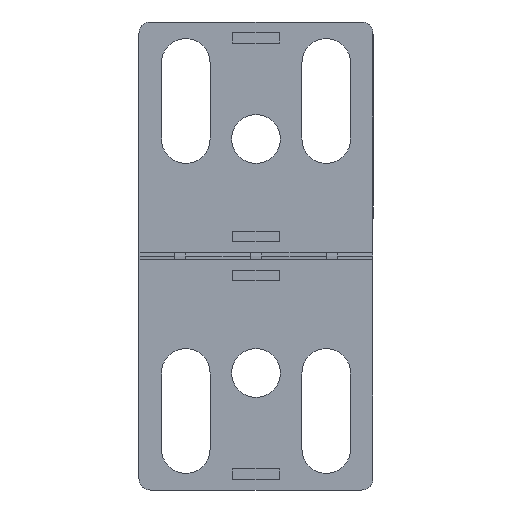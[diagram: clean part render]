
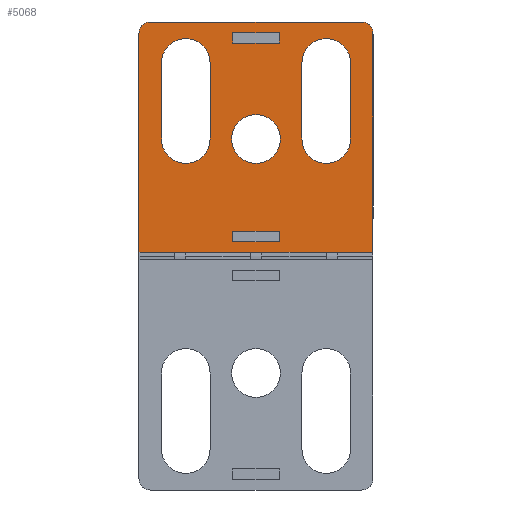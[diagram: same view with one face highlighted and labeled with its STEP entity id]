
A CAD part, left-side view. The second image highlights one B-rep face of the part: STEP entity #5068.
In plain terms, the highlighted planar face has unit normal (-1, 0, 0).
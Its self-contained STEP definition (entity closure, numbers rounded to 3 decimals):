
#2649=CIRCLE('',#4816,2.);
#2650=CIRCLE('',#4817,2.);
#2651=CIRCLE('',#4818,4.15);
#2652=CIRCLE('',#4819,4.15);
#2653=CIRCLE('',#4820,4.15);
#2654=CIRCLE('',#4821,4.15);
#2655=CIRCLE('',#4822,4.15);
#2721=ORIENTED_EDGE('',*,*,#3723,.F.);
#2722=ORIENTED_EDGE('',*,*,#3724,.F.);
#2723=ORIENTED_EDGE('',*,*,#3725,.F.);
#2724=ORIENTED_EDGE('',*,*,#3726,.F.);
#2725=ORIENTED_EDGE('',*,*,#3727,.F.);
#2726=ORIENTED_EDGE('',*,*,#3728,.F.);
#2727=ORIENTED_EDGE('',*,*,#3729,.F.);
#2728=ORIENTED_EDGE('',*,*,#3730,.F.);
#2729=ORIENTED_EDGE('',*,*,#3731,.F.);
#2730=ORIENTED_EDGE('',*,*,#3732,.F.);
#2731=ORIENTED_EDGE('',*,*,#3733,.F.);
#2732=ORIENTED_EDGE('',*,*,#3734,.F.);
#2733=ORIENTED_EDGE('',*,*,#3735,.F.);
#2734=ORIENTED_EDGE('',*,*,#3736,.F.);
#2735=ORIENTED_EDGE('',*,*,#3737,.F.);
#2736=ORIENTED_EDGE('',*,*,#3738,.F.);
#2737=ORIENTED_EDGE('',*,*,#3739,.F.);
#2738=ORIENTED_EDGE('',*,*,#3740,.F.);
#2739=ORIENTED_EDGE('',*,*,#3741,.F.);
#2740=ORIENTED_EDGE('',*,*,#3742,.F.);
#2741=ORIENTED_EDGE('',*,*,#3743,.F.);
#2742=ORIENTED_EDGE('',*,*,#3744,.F.);
#2743=ORIENTED_EDGE('',*,*,#3745,.F.);
#3221=VECTOR('',#4271,1.);
#3222=VECTOR('',#4272,1.);
#3223=VECTOR('',#4275,1.);
#3224=VECTOR('',#4278,1.);
#3225=VECTOR('',#4281,1.);
#3226=VECTOR('',#4284,1.);
#3227=VECTOR('',#4287,1.);
#3228=VECTOR('',#4290,1.);
#3229=VECTOR('',#4293,1.);
#3230=VECTOR('',#4294,1.);
#3231=VECTOR('',#4295,1.);
#3232=VECTOR('',#4296,1.);
#3233=VECTOR('',#4297,1.);
#3234=VECTOR('',#4298,1.);
#3235=VECTOR('',#4299,1.);
#3236=VECTOR('',#4300,1.);
#3385=LINE('',#5188,#3221);
#3386=LINE('',#5190,#3222);
#3387=LINE('',#5194,#3223);
#3388=LINE('',#5197,#3224);
#3389=LINE('',#5202,#3225);
#3390=LINE('',#5206,#3226);
#3391=LINE('',#5210,#3227);
#3392=LINE('',#5214,#3228);
#3393=LINE('',#5218,#3229);
#3394=LINE('',#5220,#3230);
#3395=LINE('',#5222,#3231);
#3396=LINE('',#5223,#3232);
#3397=LINE('',#5226,#3233);
#3398=LINE('',#5228,#3234);
#3399=LINE('',#5230,#3235);
#3400=LINE('',#5231,#3236);
#3549=VERTEX_POINT('',#5186);
#3550=VERTEX_POINT('',#5187);
#3551=VERTEX_POINT('',#5189);
#3552=VERTEX_POINT('',#5191);
#3553=VERTEX_POINT('',#5193);
#3554=VERTEX_POINT('',#5195);
#3555=VERTEX_POINT('',#5198);
#3556=VERTEX_POINT('',#5200);
#3557=VERTEX_POINT('',#5201);
#3558=VERTEX_POINT('',#5203);
#3559=VERTEX_POINT('',#5205);
#3560=VERTEX_POINT('',#5208);
#3561=VERTEX_POINT('',#5209);
#3562=VERTEX_POINT('',#5211);
#3563=VERTEX_POINT('',#5213);
#3564=VERTEX_POINT('',#5216);
#3565=VERTEX_POINT('',#5217);
#3566=VERTEX_POINT('',#5219);
#3567=VERTEX_POINT('',#5221);
#3568=VERTEX_POINT('',#5224);
#3569=VERTEX_POINT('',#5225);
#3570=VERTEX_POINT('',#5227);
#3571=VERTEX_POINT('',#5229);
#3723=EDGE_CURVE('',#3549,#3550,#3385,.T.);
#3724=EDGE_CURVE('',#3551,#3549,#3386,.T.);
#3725=EDGE_CURVE('',#3552,#3551,#2649,.T.);
#3726=EDGE_CURVE('',#3553,#3552,#3387,.T.);
#3727=EDGE_CURVE('',#3554,#3553,#2650,.T.);
#3728=EDGE_CURVE('',#3550,#3554,#3388,.T.);
#3729=EDGE_CURVE('',#3555,#3555,#2651,.T.);
#3730=EDGE_CURVE('',#3556,#3557,#3389,.T.);
#3731=EDGE_CURVE('',#3558,#3556,#2652,.T.);
#3732=EDGE_CURVE('',#3559,#3558,#3390,.T.);
#3733=EDGE_CURVE('',#3557,#3559,#2653,.T.);
#3734=EDGE_CURVE('',#3560,#3561,#3391,.T.);
#3735=EDGE_CURVE('',#3562,#3560,#2654,.T.);
#3736=EDGE_CURVE('',#3563,#3562,#3392,.T.);
#3737=EDGE_CURVE('',#3561,#3563,#2655,.T.);
#3738=EDGE_CURVE('',#3564,#3565,#3393,.T.);
#3739=EDGE_CURVE('',#3566,#3564,#3394,.T.);
#3740=EDGE_CURVE('',#3567,#3566,#3395,.T.);
#3741=EDGE_CURVE('',#3565,#3567,#3396,.T.);
#3742=EDGE_CURVE('',#3568,#3569,#3397,.T.);
#3743=EDGE_CURVE('',#3570,#3568,#3398,.T.);
#3744=EDGE_CURVE('',#3571,#3570,#3399,.T.);
#3745=EDGE_CURVE('',#3569,#3571,#3400,.T.);
#3973=EDGE_LOOP('',(#2721,#2722,#2723,#2724,#2725,#2726));
#3974=EDGE_LOOP('',(#2727));
#3975=EDGE_LOOP('',(#2728,#2729,#2730,#2731));
#3976=EDGE_LOOP('',(#2732,#2733,#2734,#2735));
#3977=EDGE_LOOP('',(#2736,#2737,#2738,#2739));
#3978=EDGE_LOOP('',(#2740,#2741,#2742,#2743));
#4121=FACE_BOUND('',#3973,.T.);
#4122=FACE_BOUND('',#3974,.T.);
#4123=FACE_BOUND('',#3975,.T.);
#4124=FACE_BOUND('',#3976,.T.);
#4125=FACE_BOUND('',#3977,.T.);
#4126=FACE_BOUND('',#3978,.T.);
#4269=DIRECTION('',(-1.,0.,0.));
#4270=DIRECTION('',(0.,1.,0.));
#4271=DIRECTION('',(0.,0.,40.));
#4272=DIRECTION('',(0.,37.4,0.));
#4273=DIRECTION('',(1.,0.,0.));
#4274=DIRECTION('',(0.,-2.,0.));
#4275=DIRECTION('',(0.,0.,-36.));
#4276=DIRECTION('',(1.,0.,0.));
#4277=DIRECTION('',(0.,0.,2.));
#4278=DIRECTION('',(0.,-37.4,0.));
#4279=DIRECTION('',(-1.,0.,0.));
#4280=DIRECTION('',(0.,0.,-4.15));
#4281=DIRECTION('',(0.,-13.,0.));
#4282=DIRECTION('',(-1.,0.,0.));
#4283=DIRECTION('',(0.,0.,4.15));
#4284=DIRECTION('',(0.,13.,0.));
#4285=DIRECTION('',(-1.,0.,0.));
#4286=DIRECTION('',(0.,0.,-4.15));
#4287=DIRECTION('',(0.,-13.,0.));
#4288=DIRECTION('',(-1.,0.,0.));
#4289=DIRECTION('',(0.,0.,4.15));
#4290=DIRECTION('',(0.,13.,0.));
#4291=DIRECTION('',(-1.,0.,0.));
#4292=DIRECTION('',(0.,0.,-4.15));
#4293=DIRECTION('',(0.,0.,8.));
#4294=DIRECTION('',(0.,-1.8,0.));
#4295=DIRECTION('',(0.,0.,-8.));
#4296=DIRECTION('',(0.,1.8,0.));
#4297=DIRECTION('',(0.,0.,8.));
#4298=DIRECTION('',(0.,-1.8,0.));
#4299=DIRECTION('',(0.,0.,-8.));
#4300=DIRECTION('',(0.,1.8,0.));
#4815=AXIS2_PLACEMENT_3D('',#5185,#4269,#4270);
#4816=AXIS2_PLACEMENT_3D('',#5192,#4273,#4274);
#4817=AXIS2_PLACEMENT_3D('',#5196,#4276,#4277);
#4818=AXIS2_PLACEMENT_3D('',#5199,#4279,#4280);
#4819=AXIS2_PLACEMENT_3D('',#5204,#4282,#4283);
#4820=AXIS2_PLACEMENT_3D('',#5207,#4285,#4286);
#4821=AXIS2_PLACEMENT_3D('',#5212,#4288,#4289);
#4822=AXIS2_PLACEMENT_3D('',#5215,#4291,#4292);
#5006=PLANE('',#4815);
#5068=ADVANCED_FACE('',(#4121,#4122,#4123,#4124,#4125,#4126),#5006,.T.);
#5185=CARTESIAN_POINT('',(0.,-0.6,0.));
#5186=CARTESIAN_POINT('',(0.,-0.6,-20.));
#5187=CARTESIAN_POINT('',(0.,-0.6,20.));
#5188=CARTESIAN_POINT('',(0.,-0.6,-20.));
#5189=CARTESIAN_POINT('',(0.,-38.,-20.));
#5190=CARTESIAN_POINT('',(0.,-38.,-20.));
#5191=CARTESIAN_POINT('',(0.,-40.,-18.));
#5192=CARTESIAN_POINT('',(0.,-38.,-18.));
#5193=CARTESIAN_POINT('',(0.,-40.,18.));
#5194=CARTESIAN_POINT('',(0.,-40.,18.));
#5195=CARTESIAN_POINT('',(0.,-38.,20.));
#5196=CARTESIAN_POINT('',(0.,-38.,18.));
#5197=CARTESIAN_POINT('',(0.,-0.6,20.));
#5198=CARTESIAN_POINT('',(0.,-20.,-4.15));
#5199=CARTESIAN_POINT('',(0.,-20.,0.));
#5200=CARTESIAN_POINT('',(0.,-20.,7.85));
#5201=CARTESIAN_POINT('',(0.,-33.,7.85));
#5202=CARTESIAN_POINT('',(0.,-20.,7.85));
#5203=CARTESIAN_POINT('',(0.,-20.,16.15));
#5204=CARTESIAN_POINT('',(0.,-20.,12.));
#5205=CARTESIAN_POINT('',(0.,-33.,16.15));
#5206=CARTESIAN_POINT('',(0.,-33.,16.15));
#5207=CARTESIAN_POINT('',(0.,-33.,12.));
#5208=CARTESIAN_POINT('',(0.,-20.,-16.15));
#5209=CARTESIAN_POINT('',(0.,-33.,-16.15));
#5210=CARTESIAN_POINT('',(0.,-20.,-16.15));
#5211=CARTESIAN_POINT('',(0.,-20.,-7.85));
#5212=CARTESIAN_POINT('',(0.,-20.,-12.));
#5213=CARTESIAN_POINT('',(0.,-33.,-7.85));
#5214=CARTESIAN_POINT('',(0.,-33.,-7.85));
#5215=CARTESIAN_POINT('',(0.,-33.,-12.));
#5216=CARTESIAN_POINT('',(0.,-4.2,-4.));
#5217=CARTESIAN_POINT('',(0.,-4.2,4.));
#5218=CARTESIAN_POINT('',(0.,-4.2,-4.));
#5219=CARTESIAN_POINT('',(0.,-2.4,-4.));
#5220=CARTESIAN_POINT('',(0.,-2.4,-4.));
#5221=CARTESIAN_POINT('',(0.,-2.4,4.));
#5222=CARTESIAN_POINT('',(0.,-2.4,4.));
#5223=CARTESIAN_POINT('',(0.,-4.2,4.));
#5224=CARTESIAN_POINT('',(0.,-38.2,-4.));
#5225=CARTESIAN_POINT('',(0.,-38.2,4.));
#5226=CARTESIAN_POINT('',(0.,-38.2,-4.));
#5227=CARTESIAN_POINT('',(0.,-36.4,-4.));
#5228=CARTESIAN_POINT('',(0.,-36.4,-4.));
#5229=CARTESIAN_POINT('',(0.,-36.4,4.));
#5230=CARTESIAN_POINT('',(0.,-36.4,4.));
#5231=CARTESIAN_POINT('',(0.,-38.2,4.));
